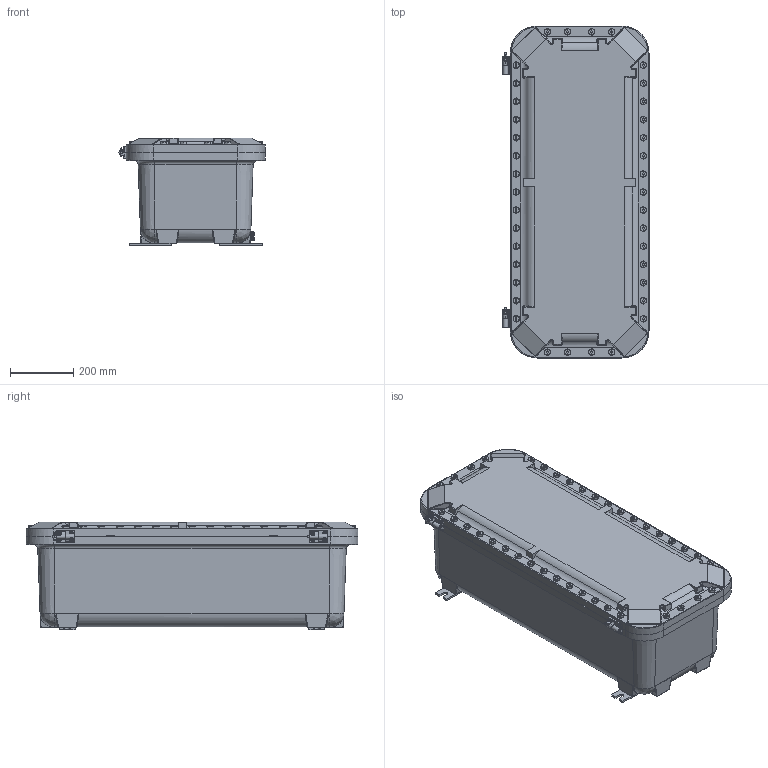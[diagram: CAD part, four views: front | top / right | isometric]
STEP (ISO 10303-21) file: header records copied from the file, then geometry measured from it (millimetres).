
FILE_DESCRIPTION(/* description */ (''),/* implementation_level */ '2;1');
FILE_NAME(/* name */ 'KIL_EXB-123610 N34.stp',/* time_stamp */ '2017-11-21T11:11:59+06:00',/* author */ ('ypadmaraja'),/* organization */ (''),/* preprocessor_version */ 'ST-DEVELOPER v16.13',/* originating_system */ 'Autodesk Inventor 2018',/* authorisation */ '');
FILE_SCHEMA (('AUTOMOTIVE_DESIGN { 1 0 10303 214 3 1 1 }'));
Products named in the file (20): EXB-123610 N34; 17604-2; 17602; Hinge 11B; 18094; Hinge 11T; 18095; 18093; SAE J487a - 1/8 x 3/4    Extended Prong Square Cut Type; 0106275B; 18147AABB; 14729-gasket-04; 16972AAAB; 0720361B; KIT-346; 18238AAAB; 18243; ANSI B18.6.3 - 1/4-20 UNC x 1; ANSI B18.6.3 - 4-40 x 3/8; ASME B18.21.1 - 1/4
Assembly tree (76 placements, depth 3):
  EXB-123610 N34
    17604-2
    17602
    Hinge 11B
      18094
      18093
    Hinge 11T
      18095
      18093
      SAE J487a - 1/8 x 3/4    Extended Prong Square Cut Type
    0106275B  x4
    0720361B  x38
    18147AABB  x8
    14729-gasket-04
    16972AAAB  x8
    KIT-346
      18238AAAB
      18243
      ANSI B18.6.3 - 1/4-20 UNC x 1  x2
      ANSI B18.6.3 - 4-40 x 3/8
      ASME B18.21.1 - 1/4  x2
Bounding box: 461.11 x 1047.75 x 340.52 mm (x, y, z)
Volume: 40952194 mm3; surface area: 3581321.2 mm2
Topology: 75 solids, 76 shells, 5364 faces, 13673 edges, 8542 vertices
Faces by surface type: plane 3559, cone 602, cylinder 560, bspline 517, torus 92, sphere 34
Full cylindrical faces by diameter (mm): 2.779 x1, 2.845 x1, 3.048 x1, 3.962 x4, 4.953 x1, 4.978 x8, 6.198 x8, 6.35 x6, 6.746 x8, 7.798 x18, 7.938 x4, 8.075 x2, 8.077 x4, 9.286 x8, 10.312 x8, 10.592 x38, 12.418 x8, 12.423 x38, 13.208 x2, 13.494 x42, 19.05 x38
Entity records: 69209 total; most frequent: CARTESIAN_POINT 23366, ORIENTED_EDGE 9560, DIRECTION 8194, EDGE_CURVE 4780, VERTEX_POINT 3193, AXIS2_PLACEMENT_3D 2867, EDGE_LOOP 2533, LINE 2460
